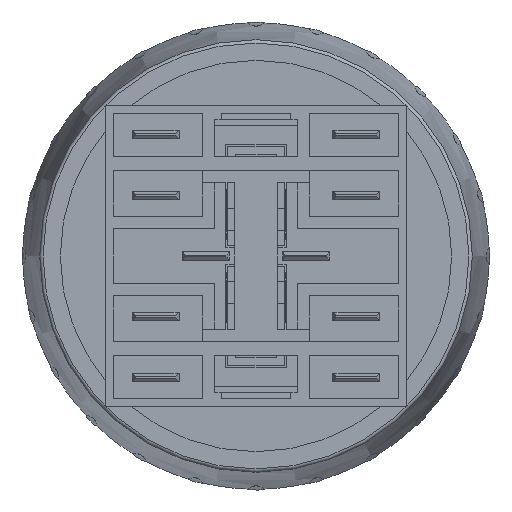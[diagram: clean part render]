
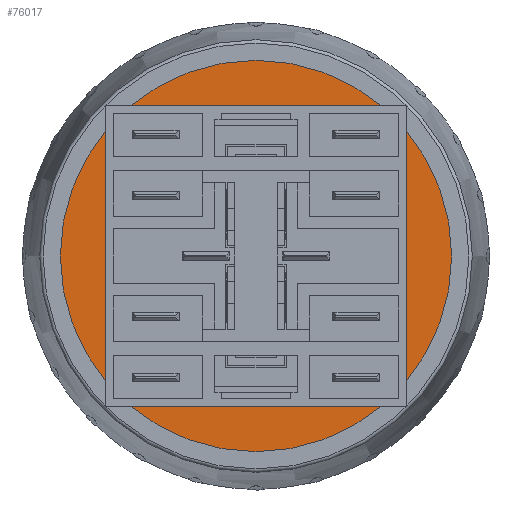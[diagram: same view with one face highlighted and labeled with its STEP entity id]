
A CAD part, front view. The second image highlights one B-rep face of the part: STEP entity #76017.
In plain terms, the highlighted planar face has unit normal (0, -1, 0).
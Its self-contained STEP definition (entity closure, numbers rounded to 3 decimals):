
#2817=PLANE('',#80279);
#4124=FACE_BOUND('',#13474,.T.);
#9133=FACE_OUTER_BOUND('',#13473,.T.);
#13473=EDGE_LOOP('',(#64796));
#13474=EDGE_LOOP('',(#64797,#64798,#64799,#64800));
#15986=CIRCLE('',#80280,11.7);
#15987=CIRCLE('',#80281,8.);
#20818=LINE('',#127591,#28801);
#20820=LINE('',#127597,#28803);
#20824=LINE('',#127603,#28807);
#28801=VECTOR('',#91675,10.);
#28803=VECTOR('',#91679,10.);
#28807=VECTOR('',#91685,10.);
#36755=VERTEX_POINT('',#127585);
#36757=VERTEX_POINT('',#127589);
#36758=VERTEX_POINT('',#127593);
#36760=VERTEX_POINT('',#127596);
#36762=VERTEX_POINT('',#127605);
#46578=EDGE_CURVE('',#36757,#36755,#20818,.T.);
#46580=EDGE_CURVE('',#36758,#36760,#20820,.T.);
#46584=EDGE_CURVE('',#36760,#36757,#20824,.T.);
#46585=EDGE_CURVE('',#36762,#36762,#15986,.T.);
#46586=EDGE_CURVE('',#36758,#36755,#15987,.T.);
#64796=ORIENTED_EDGE('',*,*,#46585,.F.);
#64797=ORIENTED_EDGE('',*,*,#46578,.F.);
#64798=ORIENTED_EDGE('',*,*,#46584,.F.);
#64799=ORIENTED_EDGE('',*,*,#46580,.F.);
#64800=ORIENTED_EDGE('',*,*,#46586,.T.);
#76017=ADVANCED_FACE('',(#9133,#4124),#2817,.F.);
#80279=AXIS2_PLACEMENT_3D('',#127604,#91686,#91687);
#80280=AXIS2_PLACEMENT_3D('',#127606,#91688,#91689);
#80281=AXIS2_PLACEMENT_3D('',#127607,#91690,#91691);
#91675=DIRECTION('',(0.,0.,1.));
#91679=DIRECTION('',(0.,0.,-1.));
#91685=DIRECTION('',(-1.,0.,0.));
#91686=DIRECTION('center_axis',(0.,1.,0.));
#91687=DIRECTION('ref_axis',(1.,0.,0.));
#91688=DIRECTION('center_axis',(0.,1.,0.));
#91689=DIRECTION('ref_axis',(0.,0.,
1.));
#91690=DIRECTION('center_axis',(0.,1.,0.));
#91691=DIRECTION('ref_axis',(0.,0.,
1.));
#127585=CARTESIAN_POINT('',(-0.9,33.7,7.949));
#127589=CARTESIAN_POINT('',(-0.9,33.7,7.5));
#127591=CARTESIAN_POINT('',(-0.9,33.7,7.5));
#127593=CARTESIAN_POINT('',(0.9,33.7,7.949));
#127596=CARTESIAN_POINT('',(0.9,33.7,7.5));
#127597=CARTESIAN_POINT('',(0.9,33.7,8.));
#127603=CARTESIAN_POINT('',(0.9,33.7,7.5));
#127604=CARTESIAN_POINT('Origin',(0.,33.7,
0.));
#127605=CARTESIAN_POINT('',(0.,33.7,-11.7));
#127606=CARTESIAN_POINT('Origin',(0.,33.7,
0.));
#127607=CARTESIAN_POINT('Origin',(0.,33.7,
0.));
